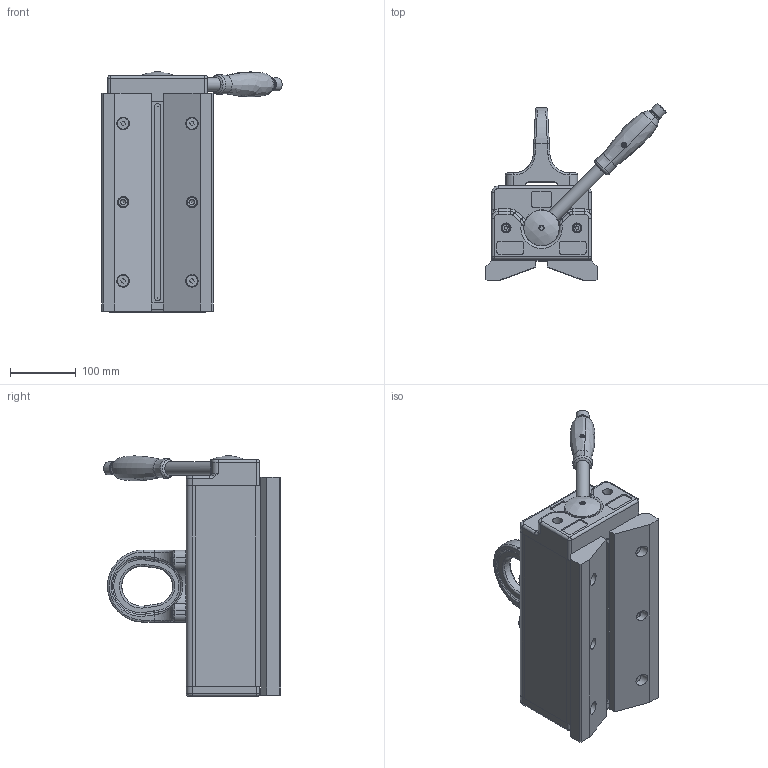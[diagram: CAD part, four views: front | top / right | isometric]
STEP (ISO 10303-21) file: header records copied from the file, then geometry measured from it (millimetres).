
FILE_DESCRIPTION(/* description */ (''),/* implementation_level */ '2;1');
FILE_NAME(/* name */ 'E0161883.stp',/* time_stamp */ '2024-06-11T11:21:49+02:00',/* author */ ('ep'),/* organization */ (''),/* preprocessor_version */ 'ST-DEVELOPER v18.1',/* originating_system */ 'Autodesk Inventor 2021',/* authorisation */ '');
FILE_SCHEMA (('AUTOMOTIVE_DESIGN { 1 0 10303 214 3 1 1 }'));
Products named in the file (1): E0161883
Bounding box: 275.14 x 270.14 x 367 mm (x, y, z)
Volume: 7238576 mm3; surface area: 1191081.3 mm2
Topology: 96 solids, 98 shells, 2000 faces, 4489 edges, 2760 vertices
Faces by surface type: plane 1047, cylinder 481, cone 266, torus 130, bspline 66, sphere 10
Full cylindrical faces by diameter (mm): 3.3 x30, 4 x30, 4.2 x1, 4.5 x28, 5 x4, 6 x2, 6.1 x1, 6.8 x6, 7.64 x28, 7.9 x4, 8 x8, 8.5 x16, 9 x4, 9.8 x1, 10 x16, 10.2 x1, 10.5 x6, 11 x8, 11.04 x4, 12 x13, 13 x6, 14 x2, 15 x2, 16 x10, 17 x6, 17.8 x1, 17.96 x4, 18 x8, 19 x4, 19.8 x2
Entity records: 81351 total; most frequent: CARTESIAN_POINT 36758, DIRECTION 9420, ORIENTED_EDGE 8768, EDGE_CURVE 4384, AXIS2_PLACEMENT_3D 3471, VERTEX_POINT 2760, LINE 2478, VECTOR 2478
